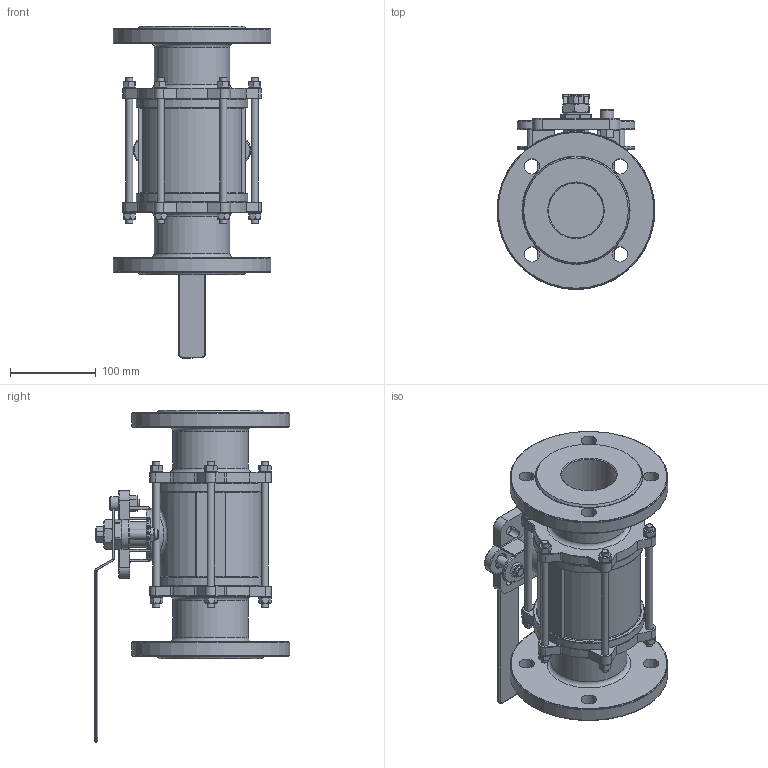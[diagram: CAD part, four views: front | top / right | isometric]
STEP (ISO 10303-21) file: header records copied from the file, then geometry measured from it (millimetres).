
FILE_DESCRIPTION(/* description */ (''),/* implementation_level */ '2;1');
FILE_NAME(/* name */ 'DN65_3D_STEP.stp',/* time_stamp */ '2024-11-01T13:24:38+03:00',/* author */ ('igorr'),/* organization */ (''),/* preprocessor_version */ 'ST-DEVELOPER v20',/* originating_system */ 'Autodesk Inventor 2025',/* authorisation */ '');
FILE_SCHEMA (('AUTOMOTIVE_DESIGN { 1 0 10303 214 3 1 1 }'));
Length unit declared in the file: millimetre
Products named in the file (10): Сборка; Деталь1; Деталь6; AS 1420 - 1973 - M10 x 25; AS 1112 - M8  Тип 5; ISO 4035 - M20; ANSI B18.2.4.2M - M10x1,5; AS 1110 - M12 x 30; AS 1110 - M12 x 35; ISO 8675 - M10 x 1
Assembly tree (21 placements, depth 2):
  Сборка
    Деталь1
    Деталь6
    AS 1420 - 1973 - M10 x 25
    AS 1112 - M8  Тип 5  x12
    ISO 4035 - M20
    ANSI B18.2.4.2M - M10x1,5
    AS 1110 - M12 x 30
    AS 1110 - M12 x 35
    ISO 8675 - M10 x 1  x2
Bounding box: 184 x 227.5 x 387 mm (x, y, z)
Volume: 3202346.4 mm3; surface area: 381249.5 mm2
Topology: 27 solids, 27 shells, 1087 faces, 2612 edges, 1604 vertices
Faces by surface type: plane 428, cone 241, cylinder 234, torus 106, bspline 78
Full cylindrical faces by diameter (mm): 5 x1, 6.647 x12, 8 x7, 8.376 x1, 8.917 x2, 9 x12, 10 x1, 12 x2, 14 x12, 16 x1, 17.294 x1, 18 x10, 18.765 x2, 28.765 x2, 30 x1, 61 x1, 64 x2, 88 x2, 120 x2, 130 x2, 184 x2
Entity records: 27259 total; most frequent: CARTESIAN_POINT 6846, ORIENTED_EDGE 4062, DIRECTION 4031, EDGE_CURVE 2031, AXIS2_PLACEMENT_3D 1550, VERTEX_POINT 1266, LINE 931, VECTOR 931
